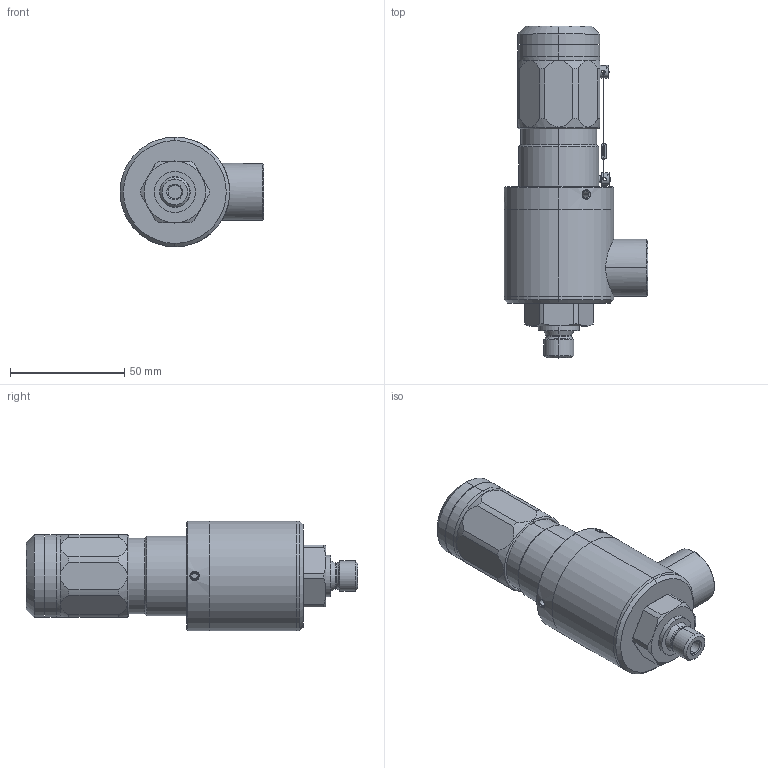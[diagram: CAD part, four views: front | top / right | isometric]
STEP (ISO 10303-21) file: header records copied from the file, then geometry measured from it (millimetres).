
FILE_DESCRIPTION (( 'STEP AP214' ), '1' );
FILE_NAME ('492TGO10MF815PAI Dummy.STEP', '2015-11-03T15:49:31', ( '' ), ( '' ), 'SwSTEP 2.0', 'SolidWorks 2014', '' );
FILE_SCHEMA (( 'AUTOMOTIVE_DESIGN' ));
Length unit declared in the file: millimetre
Products named in the file (1): 492TGO10MF815PAI Dummy
Bounding box: 63 x 145.25 x 48 mm (x, y, z)
Volume: 101565.7 mm3; surface area: 62835.1 mm2
Topology: 16 solids, 16 shells, 477 faces, 1125 edges, 694 vertices
Faces by surface type: cylinder 198, plane 141, cone 92, torus 32, sphere 8, bspline 6
Entity records: 23551 total; most frequent: CARTESIAN_POINT 7037, DIRECTION 2407, ORIENTED_EDGE 2242, EDGE_CURVE 1121, AXIS2_PLACEMENT_3D 962, VERTEX_POINT 694, EDGE_LOOP 541, UNCERTAINTY_MEASURE_WITH_UNIT 495
